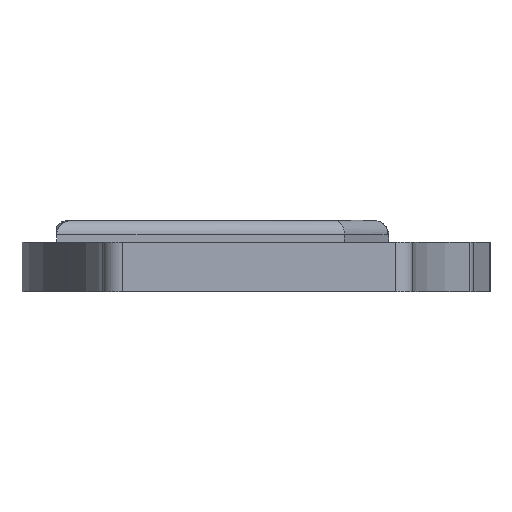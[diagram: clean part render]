
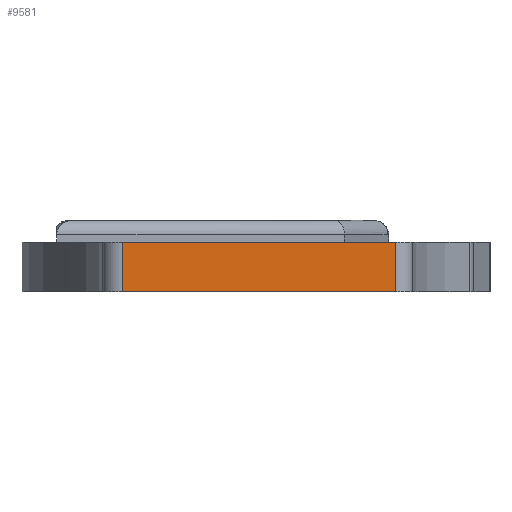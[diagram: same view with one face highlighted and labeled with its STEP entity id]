
A CAD part, left-side view. The second image highlights one B-rep face of the part: STEP entity #9581.
In plain terms, the highlighted planar face has unit normal (-1, -0.009, 0).
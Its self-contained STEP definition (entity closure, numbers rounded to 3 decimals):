
#7711 = VERTEX_POINT('',#7712);
#7712 = CARTESIAN_POINT('',(-77.,42.965,10.2));
#7719 = EDGE_CURVE('',#7711,#7720,#7722,.T.);
#7720 = VERTEX_POINT('',#7721);
#7721 = CARTESIAN_POINT('',(-76.5,-13.531,10.2));
#7722 = LINE('',#7723,#7724);
#7723 = CARTESIAN_POINT('',(-77.,42.965,10.2));
#7724 = VECTOR('',#7725,1.);
#7725 = DIRECTION('',(0.009,-1.,0.));
#8259 = VERTEX_POINT('',#8260);
#8260 = CARTESIAN_POINT('',(-77.,42.965,0.));
#8267 = EDGE_CURVE('',#8259,#8268,#8270,.T.);
#8268 = VERTEX_POINT('',#8269);
#8269 = CARTESIAN_POINT('',(-76.5,-13.531,0.));
#8270 = LINE('',#8271,#8272);
#8271 = CARTESIAN_POINT('',(-77.,42.965,0.));
#8272 = VECTOR('',#8273,1.);
#8273 = DIRECTION('',(0.009,-1.,0.));
#9571 = EDGE_CURVE('',#8268,#7720,#9572,.T.);
#9572 = LINE('',#9573,#9574);
#9573 = CARTESIAN_POINT('',(-76.5,-13.531,0.));
#9574 = VECTOR('',#9575,1.);
#9575 = DIRECTION('',(0.,0.,1.));
#9581 = ADVANCED_FACE('',(#9582),#9593,.F.);
#9582 = FACE_BOUND('',#9583,.T.);
#9583 = EDGE_LOOP('',(#9584,#9585,#9586,#9587));
#9584 = ORIENTED_EDGE('',*,*,#8267,.T.);
#9585 = ORIENTED_EDGE('',*,*,#9571,.T.);
#9586 = ORIENTED_EDGE('',*,*,#7719,.F.);
#9587 = ORIENTED_EDGE('',*,*,#9588,.F.);
#9588 = EDGE_CURVE('',#8259,#7711,#9589,.T.);
#9589 = LINE('',#9590,#9591);
#9590 = CARTESIAN_POINT('',(-77.,42.965,0.));
#9591 = VECTOR('',#9592,1.);
#9592 = DIRECTION('',(0.,0.,1.));
#9593 = PLANE('',#9594);
#9594 = AXIS2_PLACEMENT_3D('',#9595,#9596,#9597);
#9595 = CARTESIAN_POINT('',(-77.,42.965,0.));
#9596 = DIRECTION('',(1.,0.009,0.));
#9597 = DIRECTION('',(0.009,-1.,0.));
